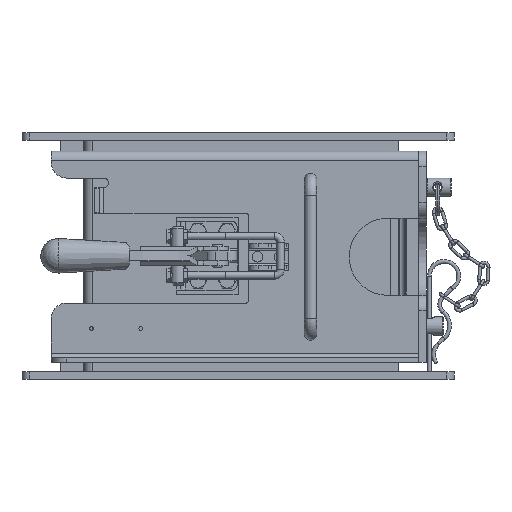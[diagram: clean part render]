
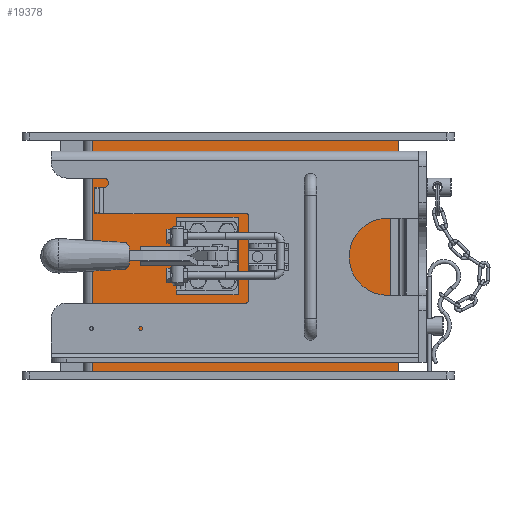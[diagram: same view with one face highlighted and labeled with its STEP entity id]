
A CAD part, left-side view. The second image highlights one B-rep face of the part: STEP entity #19378.
In plain terms, the highlighted planar face has unit normal (-1, 0, 0).
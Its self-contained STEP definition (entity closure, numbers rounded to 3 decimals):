
#458=LINE('',#30872,#1475);
#463=LINE('',#30889,#1480);
#897=LINE('',#35297,#1914);
#901=LINE('',#35304,#1918);
#904=LINE('',#35310,#1921);
#906=LINE('',#35313,#1923);
#927=LINE('',#35377,#1944);
#936=LINE('',#35405,#1953);
#943=LINE('',#35428,#1960);
#971=LINE('',#35503,#1988);
#980=LINE('',#35557,#1997);
#981=LINE('',#35558,#1998);
#1475=VECTOR('',#24298,10.);
#1480=VECTOR('',#24311,10.);
#1914=VECTOR('',#25861,10.);
#1918=VECTOR('',#25867,10.);
#1921=VECTOR('',#25872,10.);
#1923=VECTOR('',#25876,10.);
#1944=VECTOR('',#25933,10.);
#1953=VECTOR('',#25958,10.);
#1960=VECTOR('',#25985,10.);
#1988=VECTOR('',#26067,10.);
#1997=VECTOR('',#26128,10.);
#1998=VECTOR('',#26129,10.);
#2862=PLANE('',#21389);
#3993=FACE_BOUND('',#6615,.T.);
#5058=FACE_OUTER_BOUND('',#6614,.T.);
#6614=EDGE_LOOP('',(#16052,#16053,#16054,#16055,#16056,#16057,#16058,#16059));
#6615=EDGE_LOOP('',(#16060,#16061,#16062,#16063));
#8802=VERTEX_POINT('',#30847);
#8813=VERTEX_POINT('',#30869);
#8814=VERTEX_POINT('',#30871);
#8822=VERTEX_POINT('',#30887);
#9333=VERTEX_POINT('',#35294);
#9334=VERTEX_POINT('',#35296);
#9336=VERTEX_POINT('',#35302);
#9338=VERTEX_POINT('',#35308);
#9362=VERTEX_POINT('',#35375);
#9363=VERTEX_POINT('',#35376);
#9400=VERTEX_POINT('',#35502);
#9419=VERTEX_POINT('',#35556);
#10853=EDGE_CURVE('',#8814,#8813,#458,.T.);
#10862=EDGE_CURVE('',#8802,#8822,#463,.T.);
#11596=EDGE_CURVE('',#9334,#9333,#897,.T.);
#11600=EDGE_CURVE('',#9333,#9336,#901,.T.);
#11603=EDGE_CURVE('',#9336,#9338,#904,.T.);
#11605=EDGE_CURVE('',#9338,#9334,#906,.T.);
#11634=EDGE_CURVE('',#9362,#9363,#927,.T.);
#11649=EDGE_CURVE('',#8814,#9362,#936,.T.);
#11660=EDGE_CURVE('',#9363,#8822,#943,.T.);
#11697=EDGE_CURVE('',#8802,#9400,#971,.T.);
#11723=EDGE_CURVE('',#9419,#8813,#980,.T.);
#11724=EDGE_CURVE('',#9400,#9419,#981,.T.);
#16052=ORIENTED_EDGE('',*,*,#11697,.F.);
#16053=ORIENTED_EDGE('',*,*,#10862,.T.);
#16054=ORIENTED_EDGE('',*,*,#11660,.F.);
#16055=ORIENTED_EDGE('',*,*,#11634,.F.);
#16056=ORIENTED_EDGE('',*,*,#11649,.F.);
#16057=ORIENTED_EDGE('',*,*,#10853,.T.);
#16058=ORIENTED_EDGE('',*,*,#11723,.F.);
#16059=ORIENTED_EDGE('',*,*,#11724,.F.);
#16060=ORIENTED_EDGE('',*,*,#11596,.T.);
#16061=ORIENTED_EDGE('',*,*,#11600,.T.);
#16062=ORIENTED_EDGE('',*,*,#11603,.T.);
#16063=ORIENTED_EDGE('',*,*,#11605,.T.);
#19378=ADVANCED_FACE('',(#5058,#3993),#2862,.T.);
#21389=AXIS2_PLACEMENT_3D('',#35555,#26126,#26127);
#24298=DIRECTION('',(0.,0.,1.));
#24311=DIRECTION('',(0.,0.,1.));
#25861=DIRECTION('',(0.,0.,1.));
#25867=DIRECTION('',(0.,-1.,0.));
#25872=DIRECTION('',(0.,0.,-1.));
#25876=DIRECTION('',(0.,1.,0.));
#25933=DIRECTION('',(0.,0.,-1.));
#25958=DIRECTION('',(0.,1.,0.));
#25985=DIRECTION('',(0.,-1.,0.));
#26067=DIRECTION('',(0.,1.,0.));
#26126=DIRECTION('center_axis',(-1.,0.,0.));
#26127=DIRECTION('ref_axis',(0.,0.,1.));
#26128=DIRECTION('',(0.,-1.,0.));
#26129=DIRECTION('',(0.,0.,1.));
#30847=CARTESIAN_POINT('',(-101.,-104.,5.));
#30869=CARTESIAN_POINT('',(-101.,-104.,155.));
#30871=CARTESIAN_POINT('',(-101.,-104.,145.2));
#30872=CARTESIAN_POINT('',(-101.,-104.,145.));
#30887=CARTESIAN_POINT('',(-101.,-104.,14.8));
#30889=CARTESIAN_POINT('',(-101.,-104.,0.));
#35294=CARTESIAN_POINT('',(-101.,40.,105.));
#35296=CARTESIAN_POINT('',(-101.,40.,55.));
#35297=CARTESIAN_POINT('',(-101.,40.,107.5));
#35302=CARTESIAN_POINT('',(-101.,0.,105.));
#35304=CARTESIAN_POINT('',(-101.,70.,105.));
#35308=CARTESIAN_POINT('',(-101.,0.,55.));
#35310=CARTESIAN_POINT('',(-101.,0.,132.5));
#35313=CARTESIAN_POINT('',(-101.,50.,55.));
#35375=CARTESIAN_POINT('',(-101.,-99.,145.2));
#35376=CARTESIAN_POINT('',(-101.,-99.,14.8));
#35377=CARTESIAN_POINT('',(-101.,-99.,160.));
#35405=CARTESIAN_POINT('',(-101.,-99.,145.2));
#35428=CARTESIAN_POINT('',(-101.,-99.,14.8));
#35502=CARTESIAN_POINT('',(-101.,94.,5.));
#35503=CARTESIAN_POINT('',(-101.,-52.,5.));
#35555=CARTESIAN_POINT('Origin',(-101.,100.,160.));
#35556=CARTESIAN_POINT('',(-101.,94.,155.));
#35557=CARTESIAN_POINT('',(-101.,-49.5,155.));
#35558=CARTESIAN_POINT('',(-101.,94.,160.));
